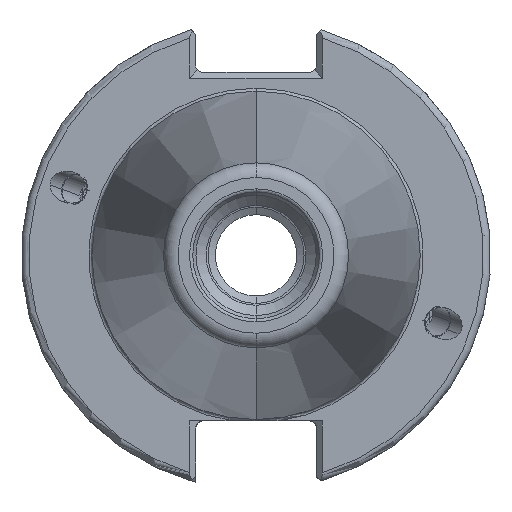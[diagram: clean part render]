
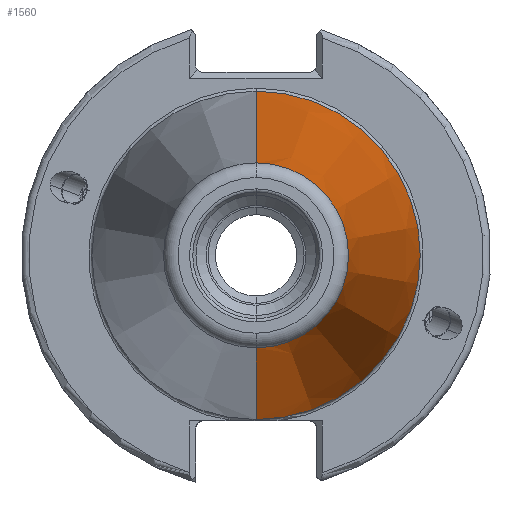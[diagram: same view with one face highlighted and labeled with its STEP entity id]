
A CAD part, left-side view. The second image highlights one B-rep face of the part: STEP entity #1560.
In plain terms, the highlighted conical face has half-angle 8.297 degrees and reference radius 22.225 mm.
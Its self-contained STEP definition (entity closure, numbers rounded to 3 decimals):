
#41 = VECTOR ( 'NONE', #2439, 1000. ) ;
#87 = LINE ( 'NONE', #2449, #41 ) ;
#709 = EDGE_CURVE ( 'NONE', #3173, #5945, #3756, .T. ) ;
#719 = EDGE_CURVE ( 'NONE', #2680, #3975, #3771, .T. ) ;
#841 = DIRECTION ( 'NONE',  ( 0., 0., 1. ) ) ;
#1120 = CARTESIAN_POINT ( 'NONE',  ( -226.539, 0., -12.522 ) ) ;
#1560 = ADVANCED_FACE ( 'NONE', ( #3564 ), #3527, .T. ) ;
#1601 = EDGE_CURVE ( 'NONE', #3975, #5945, #3541, .T. ) ;
#1646 = ORIENTED_EDGE ( 'NONE', *, *, #1601, .F. ) ;
#1658 = ORIENTED_EDGE ( 'NONE', *, *, #719, .F. ) ;
#1673 = ORIENTED_EDGE ( 'NONE', *, *, #4178, .T. ) ;
#1686 = ORIENTED_EDGE ( 'NONE', *, *, #709, .T. ) ;
#1702 = AXIS2_PLACEMENT_3D ( 'NONE', #4476, #4534, #4661 ) ;
#1735 = CARTESIAN_POINT ( 'NONE',  ( -160., 0., 22.225 ) ) ;
#2099 = AXIS2_PLACEMENT_3D ( 'NONE', #3383, #3381, #841 ) ;
#2138 = AXIS2_PLACEMENT_3D ( 'NONE', #2914, #2844, #2835 ) ;
#2439 = DIRECTION ( 'NONE',  ( 0.99, 0., -0.144 ) ) ;
#2449 = CARTESIAN_POINT ( 'NONE',  ( -160., 0., -22.225 ) ) ;
#2680 = VERTEX_POINT ( 'NONE', #1120 ) ;
#2835 = DIRECTION ( 'NONE',  ( 0., 0., 1. ) ) ;
#2844 = DIRECTION ( 'NONE',  ( -1., 0., 0. ) ) ;
#2887 = CARTESIAN_POINT ( 'NONE',  ( -160., 0., 22.225 ) ) ;
#2914 = CARTESIAN_POINT ( 'NONE',  ( -226.539, 0., 0. ) ) ;
#2967 = CARTESIAN_POINT ( 'NONE',  ( -160., 0., -22.225 ) ) ;
#3173 = VERTEX_POINT ( 'NONE', #2967 ) ;
#3320 = DIRECTION ( 'NONE',  ( 0.99, 0., 0.144 ) ) ;
#3381 = DIRECTION ( 'NONE',  ( -1., 0., 0. ) ) ;
#3383 = CARTESIAN_POINT ( 'NONE',  ( -160., 0., 0. ) ) ;
#3419 = CARTESIAN_POINT ( 'NONE',  ( -226.539, 0., 12.522 ) ) ;
#3480 = VECTOR ( 'NONE', #3320, 1000. ) ;
#3527 = CONICAL_SURFACE ( 'NONE', #1702, 22.225, 0.145 ) ;
#3541 = LINE ( 'NONE', #2887, #3480 ) ;
#3564 = FACE_OUTER_BOUND ( 'NONE', #4931, .T. ) ;
#3756 = CIRCLE ( 'NONE', #2099, 22.225 ) ;
#3771 = CIRCLE ( 'NONE', #2138, 12.522 ) ;
#3975 = VERTEX_POINT ( 'NONE', #3419 ) ;
#4178 = EDGE_CURVE ( 'NONE', #2680, #3173, #87, .T. ) ;
#4476 = CARTESIAN_POINT ( 'NONE',  ( -160., 0., 0. ) ) ;
#4534 = DIRECTION ( 'NONE',  ( 1., 0., 0. ) ) ;
#4661 = DIRECTION ( 'NONE',  ( 0., 0., -1. ) ) ;
#4931 = EDGE_LOOP ( 'NONE', ( #1646, #1658, #1673, #1686 ) ) ;
#5945 = VERTEX_POINT ( 'NONE', #1735 ) ;
